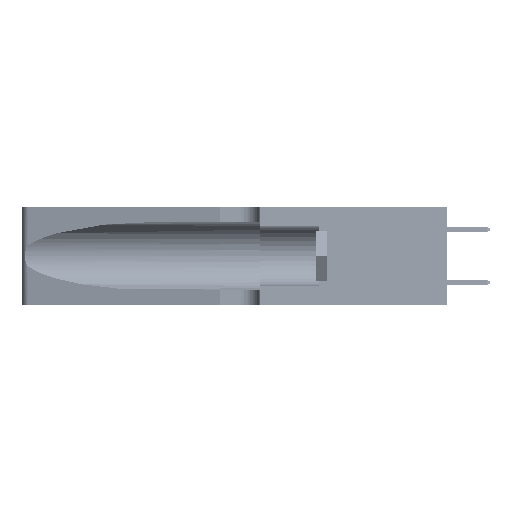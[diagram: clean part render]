
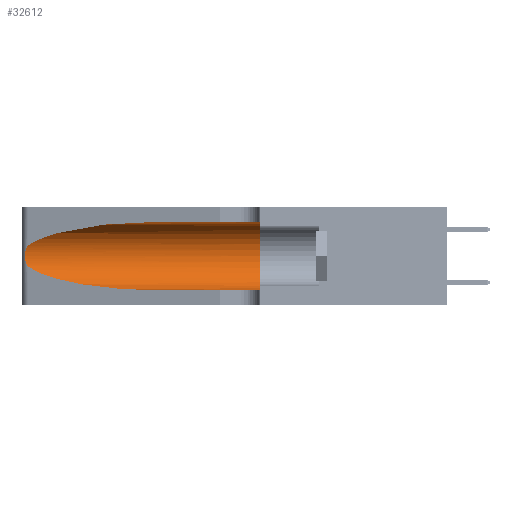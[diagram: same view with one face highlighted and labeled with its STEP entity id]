
A CAD part, left-side view. The second image highlights one B-rep face of the part: STEP entity #32612.
In plain terms, the highlighted cylindrical face has radius 3.308 mm (diameter 6.617 mm), a partial arc.
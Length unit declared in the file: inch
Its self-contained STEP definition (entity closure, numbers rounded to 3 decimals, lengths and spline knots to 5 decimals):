
#593 = CARTESIAN_POINT ( 'NONE',  ( 0.25487, 1.22718, 0.14631 ) ) ;
#2577 = FACE_OUTER_BOUND ( 'NONE', #26824, .T. ) ;
#2710 = B_SPLINE_CURVE_WITH_KNOTS ( 'NONE', 3,
 ( #46133, #11637, #22385, #15496, #7760, #3698, #42047, #22820, #50043, #26889, #30996, #34918, #42212, #34755 ),
 .UNSPECIFIED., .F., .F.,
 ( 4, 2, 2, 2, 2, 2, 4 ),
 ( 0., 0.00027, 0.00053, 0.00107, 0.0016, 0.00187, 0.00214 ),
 .UNSPECIFIED. ) ;
#3223 = VERTEX_POINT ( 'NONE', #8293 ) ;
#3698 = CARTESIAN_POINT ( 'NONE',  ( 0.26018, 1.23835, 0.19895 ) ) ;
#3788 = CYLINDRICAL_SURFACE ( 'NONE', #5221, 0.13025 ) ;
#5221 = AXIS2_PLACEMENT_3D ( 'NONE', #21669, #48908, #41277 ) ;
#7384 = DIRECTION ( 'NONE',  ( 0., -1., 0. ) ) ;
#7760 = CARTESIAN_POINT ( 'NONE',  ( 0.25854, 1.2359, 0.20912 ) ) ;
#8293 = CARTESIAN_POINT ( 'NONE',  ( 0.1305, 0.72297, 0.05475 ) ) ;
#8737 = ORIENTED_EDGE ( 'NONE', *, *, #50188, .T. ) ;
#9866 = LINE ( 'NONE', #42339, #15273 ) ;
#9869 = VERTEX_POINT ( 'NONE', #29958 ) ;
#10104 = CARTESIAN_POINT ( 'NONE',  ( 0.18966, 0.96281, 0.31525 ) ) ;
#11038 = VERTEX_POINT ( 'NONE', #41390 ) ;
#11637 = CARTESIAN_POINT ( 'NONE',  ( 0.25555, 1.22994, 0.2215 ) ) ;
#11786 = CARTESIAN_POINT ( 'NONE',  ( 0.2373, 1.15595, 0.08982 ) ) ;
#11905 = VERTEX_POINT ( 'NONE', #42801 ) ;
#12354 = DIRECTION ( 'NONE',  ( 0., 1., 0. ) ) ;
#12511 = DIRECTION ( 'NONE',  ( 0., 0., 1. ) ) ;
#15273 = VECTOR ( 'NONE', #19380, 39.37008 ) ;
#15496 = CARTESIAN_POINT ( 'NONE',  ( 0.25787, 1.23484, 0.2124 ) ) ;
#16498 = EDGE_CURVE ( 'NONE', #24066, #3223, #24453, .T. ) ;
#16955 = EDGE_CURVE ( 'NONE', #9869, #24066, #2710, .T. ) ;
#18958 = ORIENTED_EDGE ( 'NONE', *, *, #16498, .T. ) ;
#19380 = DIRECTION ( 'NONE',  ( 0., -1., 0. ) ) ;
#19551 = CARTESIAN_POINT ( 'NONE',  ( 0.1305, 0.72297, 0.05475 ) ) ;
#19627 = EDGE_CURVE ( 'NONE', #11038, #11905, #46705, .T. ) ;
#19901 = VERTEX_POINT ( 'NONE', #20599 ) ;
#20599 = CARTESIAN_POINT ( 'NONE',  ( 0.1305, 0.35, 0.05475 ) ) ;
#21637 = EDGE_CURVE ( 'NONE', #11905, #19901, #34927, .T. ) ;
#21669 = CARTESIAN_POINT ( 'NONE',  ( 0.1305, 1.61858, 0.185 ) ) ;
#22358 = VECTOR ( 'NONE', #7384, 39.37008 ) ;
#22385 = CARTESIAN_POINT ( 'NONE',  ( 0.25639, 1.23184, 0.21858 ) ) ;
#22820 = CARTESIAN_POINT ( 'NONE',  ( 0.26075, 1.23896, 0.178 ) ) ;
#24066 = VERTEX_POINT ( 'NONE', #42878 ) ;
#24453 =( BOUNDED_CURVE ( )  B_SPLINE_CURVE ( 3, ( #593, #11786, #39003, #19551 ),
 .UNSPECIFIED., .F., .F. ) 
 B_SPLINE_CURVE_WITH_KNOTS ( ( 4, 4 ),
 ( 3.44316, 4.71239 ),
 .UNSPECIFIED. ) 
 CURVE ( )  GEOMETRIC_REPRESENTATION_ITEM ( )  RATIONAL_B_SPLINE_CURVE ( ( 1., 0.87, 0.87, 1. ) ) 
 REPRESENTATION_ITEM ( '' )  );
#26170 = CARTESIAN_POINT ( 'NONE',  ( 0.2373, 1.15595, 0.28018 ) ) ;
#26733 = ORIENTED_EDGE ( 'NONE', *, *, #19627, .F. ) ;
#26824 = EDGE_LOOP ( 'NONE', ( #8737, #31186, #18958, #39680, #35178, #26733 ) ) ;
#26889 = CARTESIAN_POINT ( 'NONE',  ( 0.25856, 1.23593, 0.16098 ) ) ;
#29958 = CARTESIAN_POINT ( 'NONE',  ( 0.25487, 1.22718, 0.22369 ) ) ;
#30613 = CARTESIAN_POINT ( 'NONE',  ( 0.1305, 1.61858, 0.31525 ) ) ;
#30996 = CARTESIAN_POINT ( 'NONE',  ( 0.25789, 1.23486, 0.15765 ) ) ;
#31186 = ORIENTED_EDGE ( 'NONE', *, *, #16955, .T. ) ;
#32612 = ADVANCED_FACE ( 'NONE', ( #2577 ), #3788, .F. ) ;
#34755 = CARTESIAN_POINT ( 'NONE',  ( 0.25487, 1.22718, 0.14631 ) ) ;
#34918 = CARTESIAN_POINT ( 'NONE',  ( 0.25639, 1.23186, 0.15144 ) ) ;
#34927 = CIRCLE ( 'NONE', #39082, 0.13025 ) ;
#35178 = ORIENTED_EDGE ( 'NONE', *, *, #21637, .F. ) ;
#35299 = CARTESIAN_POINT ( 'NONE',  ( 0.1305, 0.35, 0.185 ) ) ;
#39003 = CARTESIAN_POINT ( 'NONE',  ( 0.18966, 0.96281, 0.05475 ) ) ;
#39082 = AXIS2_PLACEMENT_3D ( 'NONE', #35299, #12354, #12511 ) ;
#39680 = ORIENTED_EDGE ( 'NONE', *, *, #43224, .T. ) ;
#41277 = DIRECTION ( 'NONE',  ( 0., 0., -1. ) ) ;
#41390 = CARTESIAN_POINT ( 'NONE',  ( 0.1305, 0.72297, 0.31525 ) ) ;
#42047 = CARTESIAN_POINT ( 'NONE',  ( 0.26075, 1.23896, 0.19203 ) ) ;
#42212 = CARTESIAN_POINT ( 'NONE',  ( 0.25555, 1.22993, 0.14849 ) ) ;
#42339 = CARTESIAN_POINT ( 'NONE',  ( 0.1305, 1.61858, 0.05475 ) ) ;
#42502 =( BOUNDED_CURVE ( )  B_SPLINE_CURVE ( 3, ( #49491, #10104, #26170, #49323 ),
 .UNSPECIFIED., .F., .F. ) 
 B_SPLINE_CURVE_WITH_KNOTS ( ( 4, 4 ),
 ( 1.5708, 2.84003 ),
 .UNSPECIFIED. ) 
 CURVE ( )  GEOMETRIC_REPRESENTATION_ITEM ( )  RATIONAL_B_SPLINE_CURVE ( ( 1., 0.87, 0.87, 1. ) ) 
 REPRESENTATION_ITEM ( '' )  );
#42801 = CARTESIAN_POINT ( 'NONE',  ( 0.1305, 0.35, 0.31525 ) ) ;
#42878 = CARTESIAN_POINT ( 'NONE',  ( 0.25487, 1.22718, 0.14631 ) ) ;
#43224 = EDGE_CURVE ( 'NONE', #3223, #19901, #9866, .T. ) ;
#46133 = CARTESIAN_POINT ( 'NONE',  ( 0.25487, 1.22718, 0.22369 ) ) ;
#46705 = LINE ( 'NONE', #30613, #22358 ) ;
#48908 = DIRECTION ( 'NONE',  ( 0., -1., 0. ) ) ;
#49323 = CARTESIAN_POINT ( 'NONE',  ( 0.25487, 1.22718, 0.22369 ) ) ;
#49491 = CARTESIAN_POINT ( 'NONE',  ( 0.1305, 0.72297, 0.31525 ) ) ;
#50043 = CARTESIAN_POINT ( 'NONE',  ( 0.26017, 1.23833, 0.17102 ) ) ;
#50188 = EDGE_CURVE ( 'NONE', #11038, #9869, #42502, .T. ) ;
